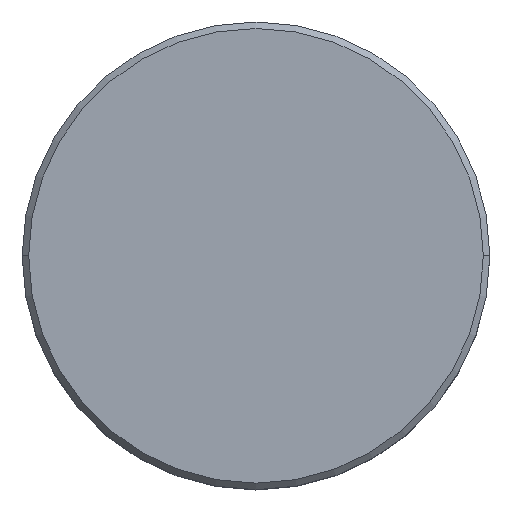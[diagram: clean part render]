
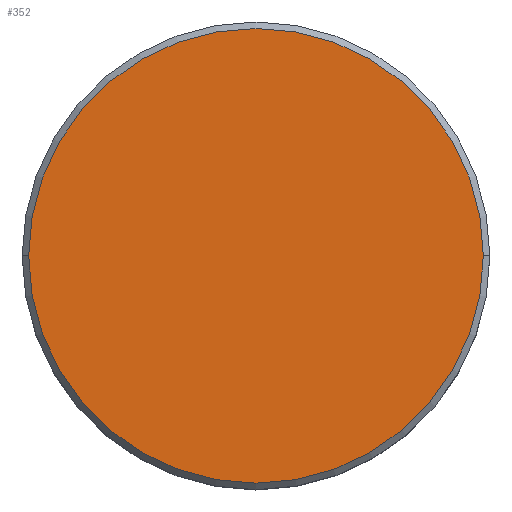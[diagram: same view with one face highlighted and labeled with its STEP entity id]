
A CAD part, top view. The second image highlights one B-rep face of the part: STEP entity #352.
In plain terms, the highlighted planar face has unit normal (0, 0, 1).
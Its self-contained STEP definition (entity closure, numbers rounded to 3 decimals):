
#2 = AXIS2_PLACEMENT_3D ( 'NONE', #23, #53, #444 ) ;
#21 = DIRECTION ( 'NONE',  ( 0., 0., 1. ) ) ;
#23 = CARTESIAN_POINT ( 'NONE',  ( 0., 0., 0. ) ) ;
#26 = DIRECTION ( 'NONE',  ( 0., 0., 1. ) ) ;
#53 = DIRECTION ( 'NONE',  ( 0., 0., 1. ) ) ;
#81 = DIRECTION ( 'NONE',  ( 1., 0., 0. ) ) ;
#119 = DIRECTION ( 'NONE',  ( 1., 0., 0. ) ) ;
#159 = CARTESIAN_POINT ( 'NONE',  ( 17.5, 0., 0. ) ) ;
#183 = ORIENTED_EDGE ( 'NONE', *, *, #281, .T. ) ;
#194 = CIRCLE ( 'NONE', #2, 17.5 ) ;
#231 = AXIS2_PLACEMENT_3D ( 'NONE', #302, #21, #119 ) ;
#250 = CIRCLE ( 'NONE', #427, 17.5 ) ;
#265 = VERTEX_POINT ( 'NONE', #425 ) ;
#281 = EDGE_CURVE ( 'NONE', #321, #265, #194, .T. ) ;
#301 = EDGE_CURVE ( 'NONE', #265, #321, #250, .T. ) ;
#302 = CARTESIAN_POINT ( 'NONE',  ( 0., 0., 0. ) ) ;
#321 = VERTEX_POINT ( 'NONE', #159 ) ;
#329 = EDGE_LOOP ( 'NONE', ( #351, #183 ) ) ;
#335 = PLANE ( 'NONE',  #231 ) ;
#351 = ORIENTED_EDGE ( 'NONE', *, *, #301, .T. ) ;
#352 = ADVANCED_FACE ( 'NONE', ( #372 ), #335, .T. ) ;
#372 = FACE_OUTER_BOUND ( 'NONE', #329, .T. ) ;
#409 = CARTESIAN_POINT ( 'NONE',  ( 0., 0., 0. ) ) ;
#425 = CARTESIAN_POINT ( 'NONE',  ( -17.5, 0., 0. ) ) ;
#427 = AXIS2_PLACEMENT_3D ( 'NONE', #409, #26, #81 ) ;
#444 = DIRECTION ( 'NONE',  ( 1., 0., 0. ) ) ;
